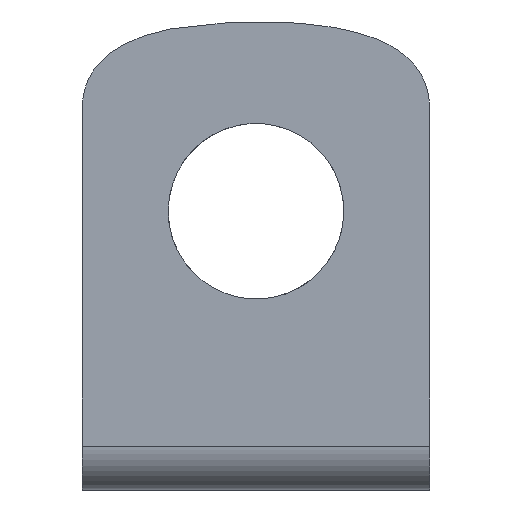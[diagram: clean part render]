
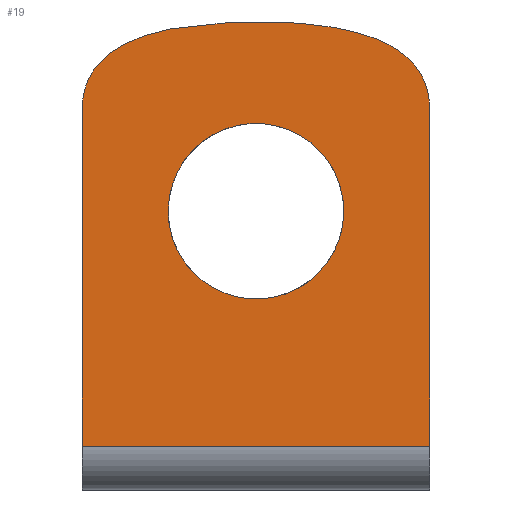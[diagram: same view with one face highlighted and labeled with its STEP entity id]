
A CAD part, front view. The second image highlights one B-rep face of the part: STEP entity #19.
In plain terms, the highlighted free-form (B-spline) face has degree [2, 1] with [3, 2] control points.
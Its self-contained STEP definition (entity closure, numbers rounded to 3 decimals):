
#19=ADVANCED_FACE('',(#37,#31),#240,.T.);
#31=FACE_BOUND('',#54,.T.);
#37=FACE_OUTER_BOUND('',#53,.T.);
#53=EDGE_LOOP('',(#85,#86,#87,#88));
#54=EDGE_LOOP('',(#89,#90));
#85=ORIENTED_EDGE('',*,*,#151,.F.);
#86=ORIENTED_EDGE('',*,*,#148,.F.);
#87=ORIENTED_EDGE('',*,*,#150,.T.);
#88=ORIENTED_EDGE('',*,*,#166,.T.);
#89=ORIENTED_EDGE('',*,*,#158,.T.);
#90=ORIENTED_EDGE('',*,*,#171,.T.);
#148=EDGE_CURVE('',#217,#218,#188,.T.);
#150=EDGE_CURVE('',#217,#225,#190,.T.);
#151=EDGE_CURVE('',#218,#226,#191,.T.);
#158=EDGE_CURVE('',#223,#232,#198,.T.);
#166=EDGE_CURVE('',#225,#226,#176,.T.);
#171=EDGE_CURVE('',#232,#223,#207,.T.);
#176=B_SPLINE_CURVE_WITH_KNOTS('',2,(#482,#483,#484,#485,#486),
 .UNSPECIFIED.,.F.,.F.,(3,2,3),(-103.945,-97.985,-92.025),
 .UNSPECIFIED.);
#188=(
BOUNDED_CURVE()
B_SPLINE_CURVE(1,(#424,#425),.UNSPECIFIED.,.F.,.F.)
B_SPLINE_CURVE_WITH_KNOTS((2,2),(0.,7.92),.UNSPECIFIED.)
CURVE()
GEOMETRIC_REPRESENTATION_ITEM()
RATIONAL_B_SPLINE_CURVE((1.,1.))
REPRESENTATION_ITEM('')
);
#190=(
BOUNDED_CURVE()
B_SPLINE_CURVE(2,(#429,#430,#431),.UNSPECIFIED.,.F.,.F.)
B_SPLINE_CURVE_WITH_KNOTS((3,3),(10.156,10.875),
 .UNSPECIFIED.)
CURVE()
GEOMETRIC_REPRESENTATION_ITEM()
RATIONAL_B_SPLINE_CURVE((1.,1.,1.))
REPRESENTATION_ITEM('')
);
#191=(
BOUNDED_CURVE()
B_SPLINE_CURVE(2,(#432,#433,#434),.UNSPECIFIED.,.F.,.F.)
B_SPLINE_CURVE_WITH_KNOTS((3,3),(10.156,10.875),
 .UNSPECIFIED.)
CURVE()
GEOMETRIC_REPRESENTATION_ITEM()
RATIONAL_B_SPLINE_CURVE((1.,1.,1.))
REPRESENTATION_ITEM('')
);
#198=(
BOUNDED_CURVE()
B_SPLINE_CURVE(2,(#455,#456,#457,#458,#459),.UNSPECIFIED.,.F.,.F.)
B_SPLINE_CURVE_WITH_KNOTS((3,2,3),(0.,3.142,6.283),
 .UNSPECIFIED.)
CURVE()
GEOMETRIC_REPRESENTATION_ITEM()
RATIONAL_B_SPLINE_CURVE((1.,0.707,1.,0.707,1.))
REPRESENTATION_ITEM('')
);
#207=(
BOUNDED_CURVE()
B_SPLINE_CURVE(2,(#501,#502,#503,#504,#505),.UNSPECIFIED.,.F.,.F.)
B_SPLINE_CURVE_WITH_KNOTS((3,2,3),(6.283,9.425,12.566),
 .UNSPECIFIED.)
CURVE()
GEOMETRIC_REPRESENTATION_ITEM()
RATIONAL_B_SPLINE_CURVE((1.,0.707,1.,0.707,1.))
REPRESENTATION_ITEM('')
);
#217=VERTEX_POINT('',#379);
#218=VERTEX_POINT('',#380);
#223=VERTEX_POINT('',#385);
#225=VERTEX_POINT('',#387);
#226=VERTEX_POINT('',#388);
#232=VERTEX_POINT('',#394);
#240=(
BOUNDED_SURFACE()
B_SPLINE_SURFACE(2,1,((#301,#302),(#303,#304),(#305,#306)),
 .UNSPECIFIED.,.F.,.F.,.F.)
B_SPLINE_SURFACE_WITH_KNOTS((3,3),(2,2),(10.156,11.062),
(0.,7.92),.UNSPECIFIED.)
GEOMETRIC_REPRESENTATION_ITEM()
RATIONAL_B_SPLINE_SURFACE(((1.,1.),(1.,1.),(1.,1.)))
REPRESENTATION_ITEM('')
SURFACE()
);
#301=CARTESIAN_POINT('',(3.96,-5.19,1.));
#302=CARTESIAN_POINT('',(-3.96,-5.19,1.));
#303=CARTESIAN_POINT('',(3.96,-5.19,5.835));
#304=CARTESIAN_POINT('',(-3.96,-5.19,5.835));
#305=CARTESIAN_POINT('',(3.96,-5.19,10.67));
#306=CARTESIAN_POINT('',(-3.96,-5.19,10.67));
#379=CARTESIAN_POINT('',(3.96,-5.19,1.));
#380=CARTESIAN_POINT('',(-3.96,-5.19,1.));
#385=CARTESIAN_POINT('',(-2.,-5.19,6.35));
#387=CARTESIAN_POINT('',(3.96,-5.19,8.67));
#388=CARTESIAN_POINT('',(-3.96,-5.19,8.67));
#394=CARTESIAN_POINT('',(2.,-5.19,6.35));
#424=CARTESIAN_POINT('',(3.96,-5.19,1.));
#425=CARTESIAN_POINT('',(-3.96,-5.19,1.));
#429=CARTESIAN_POINT('',(3.96,-5.19,1.));
#430=CARTESIAN_POINT('',(3.96,-5.19,4.835));
#431=CARTESIAN_POINT('',(3.96,-5.19,8.67));
#432=CARTESIAN_POINT('',(-3.96,-5.19,1.));
#433=CARTESIAN_POINT('',(-3.96,-5.19,4.835));
#434=CARTESIAN_POINT('',(-3.96,-5.19,8.67));
#455=CARTESIAN_POINT('',(-2.,-5.19,6.35));
#456=CARTESIAN_POINT('',(-2.,-5.19,8.35));
#457=CARTESIAN_POINT('',(0.,-5.19,8.35));
#458=CARTESIAN_POINT('',(2.,-5.19,8.35));
#459=CARTESIAN_POINT('',(2.,-5.19,6.35));
#482=CARTESIAN_POINT('',(3.96,-5.19,8.67));
#483=CARTESIAN_POINT('',(3.96,-5.19,10.67));
#484=CARTESIAN_POINT('',(0.,-5.19,10.67));
#485=CARTESIAN_POINT('',(-3.96,-5.19,10.67));
#486=CARTESIAN_POINT('',(-3.96,-5.19,8.67));
#501=CARTESIAN_POINT('',(2.,-5.19,6.35));
#502=CARTESIAN_POINT('',(2.,-5.19,4.35));
#503=CARTESIAN_POINT('',(0.,-5.19,4.35));
#504=CARTESIAN_POINT('',(-2.,-5.19,4.35));
#505=CARTESIAN_POINT('',(-2.,-5.19,6.35));
